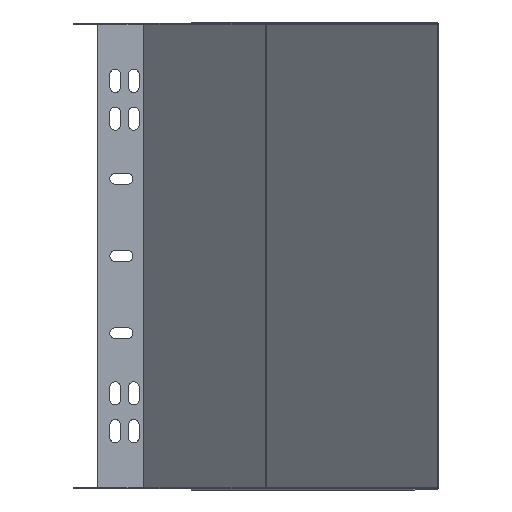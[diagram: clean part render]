
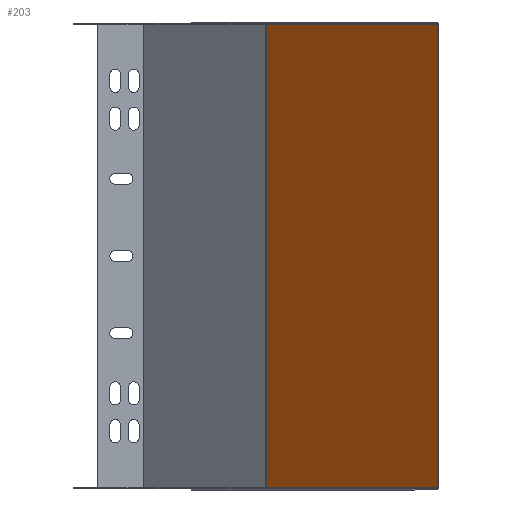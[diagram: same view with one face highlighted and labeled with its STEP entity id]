
A CAD part, front view. The second image highlights one B-rep face of the part: STEP entity #203.
In plain terms, the highlighted planar face has unit normal (-0.707, -0.707, 0).
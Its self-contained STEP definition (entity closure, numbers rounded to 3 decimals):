
#81 = EDGE_LOOP ( 'NONE', ( #737, #741, #856, #858 ) ) ;
#203 = ADVANCED_FACE ( 'NONE', ( #4876 ), #2714, .T. ) ;
#283 = EDGE_CURVE ( 'NONE', #6999, #6274, #2762, .T. ) ;
#319 = EDGE_CURVE ( 'NONE', #8333, #6999, #7502, .T. ) ;
#352 = EDGE_CURVE ( 'NONE', #8333, #3913, #7070, .T. ) ;
#388 = EDGE_CURVE ( 'NONE', #3913, #6274, #7991, .T. ) ;
#704 = CARTESIAN_POINT ( 'NONE',  ( 139.172, -32.663, 271.629 ) ) ;
#737 = ORIENTED_EDGE ( 'NONE', *, *, #283, .F. ) ;
#741 = ORIENTED_EDGE ( 'NONE', *, *, #319, .F. ) ;
#772 = DIRECTION ( 'NONE',  ( 0.707, -0.707, 0. ) ) ;
#856 = ORIENTED_EDGE ( 'NONE', *, *, #352, .T. ) ;
#858 = ORIENTED_EDGE ( 'NONE', *, *, #388, .T. ) ;
#1359 = VECTOR ( 'NONE', #4517, 1000. ) ;
#2056 = VECTOR ( 'NONE', #6056, 1000. ) ;
#2605 = DIRECTION ( 'NONE',  ( -0.707, 0.707, 0. ) ) ;
#2714 = PLANE ( 'NONE',  #3996 ) ;
#2762 = LINE ( 'NONE', #704, #6127 ) ;
#2776 = DIRECTION ( 'NONE',  ( -0.707, -0.707, 0. ) ) ;
#2940 = CARTESIAN_POINT ( 'NONE',  ( 139.172, -32.663, -29.971 ) ) ;
#3246 = CARTESIAN_POINT ( 'NONE',  ( 139.172, -32.663, 271.629 ) ) ;
#3354 = DIRECTION ( 'NONE',  ( 0., 0., 1. ) ) ;
#3384 = CARTESIAN_POINT ( 'NONE',  ( 139.172, -32.663, -29.971 ) ) ;
#3913 = VERTEX_POINT ( 'NONE', #4441 ) ;
#3996 = AXIS2_PLACEMENT_3D ( 'NONE', #2940, #2776, #2605 ) ;
#4441 = CARTESIAN_POINT ( 'NONE',  ( 139.172, -32.663, -29.971 ) ) ;
#4517 = DIRECTION ( 'NONE',  ( 0.707, -0.707, 0. ) ) ;
#4672 = CARTESIAN_POINT ( 'NONE',  ( 139.172, -32.663, -29.971 ) ) ;
#4876 = FACE_OUTER_BOUND ( 'NONE', #81, .T. ) ;
#5764 = CARTESIAN_POINT ( 'NONE',  ( -4.371, 110.879, -29.971 ) ) ;
#5766 = CARTESIAN_POINT ( 'NONE',  ( -4.371, 110.879, 271.629 ) ) ;
#6056 = DIRECTION ( 'NONE',  ( 0., 0., 1. ) ) ;
#6127 = VECTOR ( 'NONE', #772, 1000. ) ;
#6174 = CARTESIAN_POINT ( 'NONE',  ( -4.371, 110.879, -29.971 ) ) ;
#6274 = VERTEX_POINT ( 'NONE', #3246 ) ;
#6437 = VECTOR ( 'NONE', #3354, 1000. ) ;
#6999 = VERTEX_POINT ( 'NONE', #5766 ) ;
#7070 = LINE ( 'NONE', #4672, #1359 ) ;
#7502 = LINE ( 'NONE', #6174, #2056 ) ;
#7991 = LINE ( 'NONE', #3384, #6437 ) ;
#8333 = VERTEX_POINT ( 'NONE', #5764 ) ;
